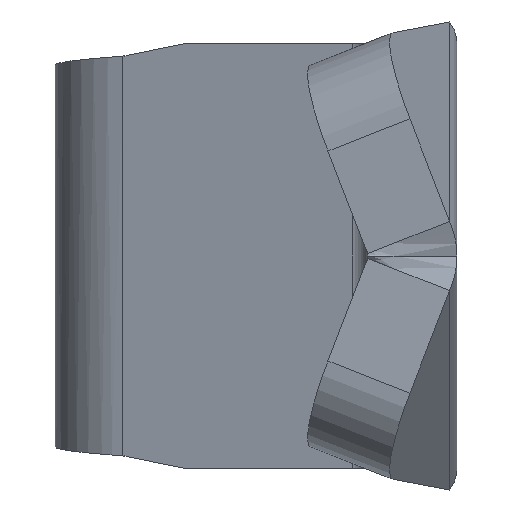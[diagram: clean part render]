
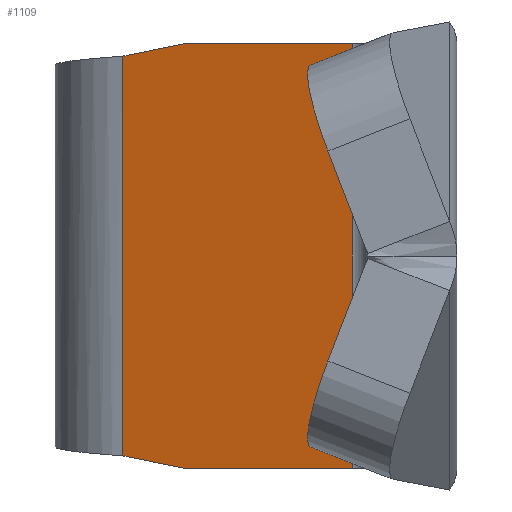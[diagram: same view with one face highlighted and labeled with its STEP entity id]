
A CAD part, left-side view. The second image highlights one B-rep face of the part: STEP entity #1109.
In plain terms, the highlighted planar face has unit normal (-0.951, 0.309, 0).
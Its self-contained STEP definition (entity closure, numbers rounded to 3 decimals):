
#56=FACE_OUTER_BOUND('',#125,.T.);
#125=EDGE_LOOP('',(#761,#762,#763,#764,#765,#766));
#237=LINE('',#1630,#363);
#238=LINE('',#1732,#364);
#239=LINE('',#1734,#365);
#240=LINE('',#1735,#366);
#241=LINE('',#1737,#367);
#242=LINE('',#1738,#368);
#363=VECTOR('',#1306,17.886);
#364=VECTOR('',#1309,19.);
#365=VECTOR('',#1310,7.883);
#366=VECTOR('',#1311,2.95);
#367=VECTOR('',#1312,2.95);
#368=VECTOR('',#1313,7.883);
#492=VERTEX_POINT('',#1628);
#493=VERTEX_POINT('',#1629);
#494=VERTEX_POINT('',#1730);
#495=VERTEX_POINT('',#1731);
#496=VERTEX_POINT('',#1733);
#497=VERTEX_POINT('',#1736);
#593=EDGE_CURVE('',#492,#493,#237,.T.);
#596=EDGE_CURVE('',#494,#495,#238,.T.);
#597=EDGE_CURVE('',#494,#496,#239,.T.);
#598=EDGE_CURVE('',#496,#492,#240,.T.);
#599=EDGE_CURVE('',#493,#497,#241,.T.);
#600=EDGE_CURVE('',#497,#495,#242,.T.);
#761=ORIENTED_EDGE('',*,*,#596,.F.);
#762=ORIENTED_EDGE('',*,*,#597,.T.);
#763=ORIENTED_EDGE('',*,*,#598,.T.);
#764=ORIENTED_EDGE('',*,*,#593,.T.);
#765=ORIENTED_EDGE('',*,*,#599,.T.);
#766=ORIENTED_EDGE('',*,*,#600,.T.);
#1068=PLANE('',#1193);
#1109=ADVANCED_FACE('',(#56),#1068,.T.);
#1193=AXIS2_PLACEMENT_3D('',#1729,#1307,#1308);
#1306=DIRECTION('',(0.,0.,-1.));
#1307=DIRECTION('center_axis',(-0.951,0.309,0.));
#1308=DIRECTION('ref_axis',(0.309,0.951,0.));
#1309=DIRECTION('',(0.,0.,-1.));
#1310=DIRECTION('',(0.309,0.951,0.));
#1311=DIRECTION('',(0.303,0.934,-0.189));
#1312=DIRECTION('',(-0.303,-0.934,-0.189));
#1313=DIRECTION('',(-0.309,-0.951,0.));
#1628=CARTESIAN_POINT('',(-21.185,-3.04,8.943));
#1629=CARTESIAN_POINT('',(-21.185,-3.04,-8.943));
#1630=CARTESIAN_POINT('',(-21.185,-3.04,8.943));
#1729=CARTESIAN_POINT('Origin',(-15.282,15.127,0.));
#1730=CARTESIAN_POINT('',(-24.516,-13.293,9.5));
#1731=CARTESIAN_POINT('',(-24.516,-13.293,-9.5));
#1732=CARTESIAN_POINT('',(-24.516,-13.293,9.5));
#1733=CARTESIAN_POINT('',(-22.08,-5.796,9.5));
#1734=CARTESIAN_POINT('',(-24.516,-13.293,9.5));
#1735=CARTESIAN_POINT('',(-22.08,-5.796,9.5));
#1736=CARTESIAN_POINT('',(-22.08,-5.796,-9.5));
#1737=CARTESIAN_POINT('',(-21.185,-3.04,-8.943));
#1738=CARTESIAN_POINT('',(-22.08,-5.796,-9.5));
